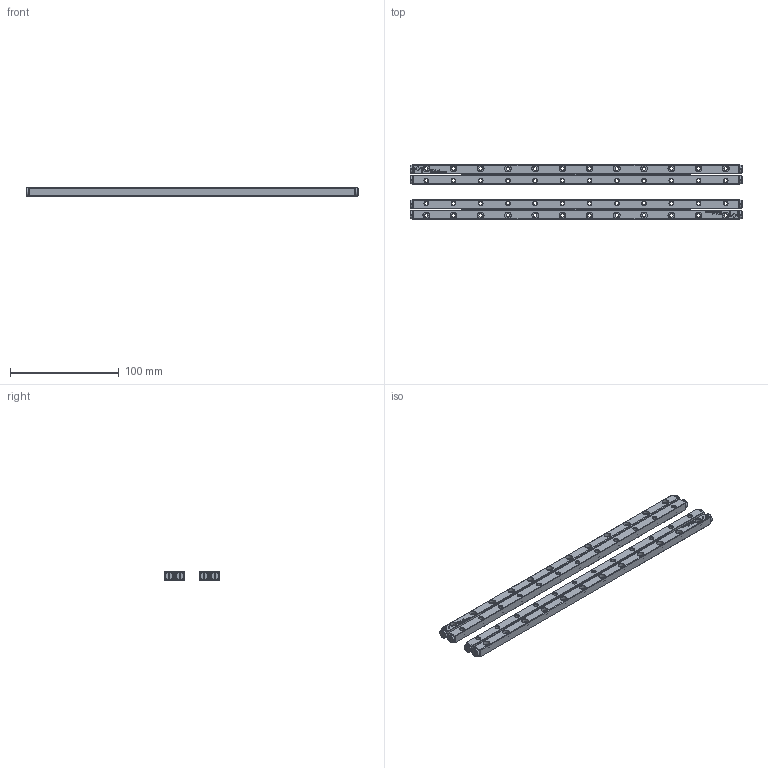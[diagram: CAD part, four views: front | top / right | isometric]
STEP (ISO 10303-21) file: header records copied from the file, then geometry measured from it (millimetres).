
FILE_DESCRIPTION(/* description */ (''),/* implementation_level */ '2;1');
FILE_NAME(/* name */ 'Set RSD-3300x42AA_stp_stp.stp',/* time_stamp */ '2025-06-03T09:23:56+02:00',/* author */ (''),/* organization */ (''),/* preprocessor_version */ 'ST-DEVELOPER v16.7',/* originating_system */ 'SIEMENS PLM Software NX 12.0',/* authorisation */ '');
FILE_SCHEMA (('AUTOMOTIVE_DESIGN { 1 0 10303 214 3 1 1 1 }'));
Products named in the file (1): Set RSD-3300x42AA_stp_stp
Bounding box: 304.8 x 50 x 8 mm (x, y, z)
Volume: 72729 mm3; surface area: 55453.1 mm2
Topology: 98 solids, 98 shells, 4588 faces, 11936 edges, 7684 vertices
Faces by surface type: plane 2524, cylinder 1392, bspline 360, cone 312
Full cylindrical faces by diameter (mm): 2.6 x8, 3 x92, 3.2 x8, 3.3 x48, 6 x48, 7.5 x8
Entity records: 146124 total; most frequent: CARTESIAN_POINT 28237, ORIENTED_EDGE 22320, DIRECTION 21970, EDGE_CURVE 11160, VERTEX_POINT 7424, AXIS2_PLACEMENT_3D 7333, LINE 7304, VECTOR 7304
